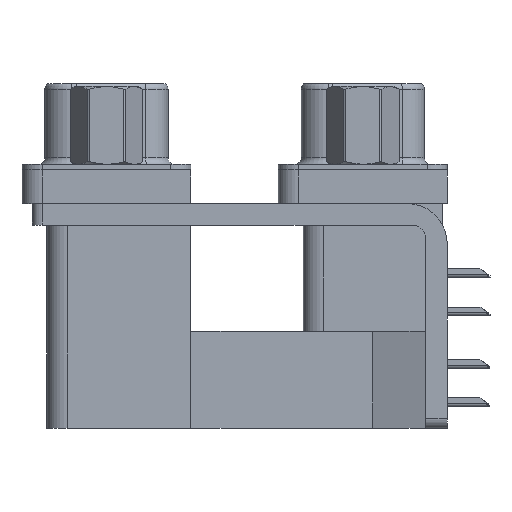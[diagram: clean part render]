
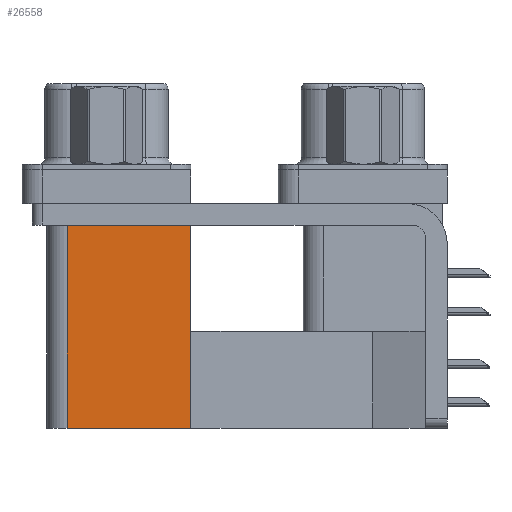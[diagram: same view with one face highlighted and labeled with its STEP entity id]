
A CAD part, left-side view. The second image highlights one B-rep face of the part: STEP entity #26558.
In plain terms, the highlighted planar face has unit normal (-1, 0, 0).
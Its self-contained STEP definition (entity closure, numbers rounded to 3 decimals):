
#462 = VERTEX_POINT ( 'NONE', #28663 ) ;
#1267 = CARTESIAN_POINT ( 'NONE',  ( 3.79, 12.775, -19.2 ) ) ;
#1301 = DIRECTION ( 'NONE',  ( 0., 1., 0. ) ) ;
#3013 = LINE ( 'NONE', #21862, #25770 ) ;
#3429 = LINE ( 'NONE', #1267, #29251 ) ;
#5785 = VERTEX_POINT ( 'NONE', #18719 ) ;
#5863 = EDGE_CURVE ( 'NONE', #15080, #462, #23976, .T. ) ;
#7904 = DIRECTION ( 'NONE',  ( 0., 0., 1. ) ) ;
#8055 = CARTESIAN_POINT ( 'NONE',  ( 3.79, 21.975, -19.2 ) ) ;
#8058 = CARTESIAN_POINT ( 'NONE',  ( 3.79, 12.775, -2.5 ) ) ;
#8903 = DIRECTION ( 'NONE',  ( 1., 0., 0. ) ) ;
#9317 = CARTESIAN_POINT ( 'NONE',  ( 3.79, 12.775, -2.5 ) ) ;
#11626 = LINE ( 'NONE', #9317, #26162 ) ;
#11777 = CARTESIAN_POINT ( 'NONE',  ( 3.79, 21.975, -19.2 ) ) ;
#12384 = AXIS2_PLACEMENT_3D ( 'NONE', #20787, #8903, #29786 ) ;
#12631 = ORIENTED_EDGE ( 'NONE', *, *, #5863, .F. ) ;
#13370 = PLANE ( 'NONE',  #12384 ) ;
#15080 = VERTEX_POINT ( 'NONE', #11777 ) ;
#15227 = VERTEX_POINT ( 'NONE', #8058 ) ;
#18548 = ORIENTED_EDGE ( 'NONE', *, *, #25471, .T. ) ;
#18719 = CARTESIAN_POINT ( 'NONE',  ( 3.79, 12.775, -19.2 ) ) ;
#20787 = CARTESIAN_POINT ( 'NONE',  ( 3.79, 12.775, -19.2 ) ) ;
#21472 = VECTOR ( 'NONE', #7904, 1000. ) ;
#21862 = CARTESIAN_POINT ( 'NONE',  ( 3.79, 12.775, -19.2 ) ) ;
#22419 = ORIENTED_EDGE ( 'NONE', *, *, #28410, .T. ) ;
#23701 = EDGE_LOOP ( 'NONE', ( #18548, #12631, #28156, #22419 ) ) ;
#23976 = LINE ( 'NONE', #8055, #21472 ) ;
#25471 = EDGE_CURVE ( 'NONE', #15227, #462, #11626, .T. ) ;
#25770 = VECTOR ( 'NONE', #1301, 1000. ) ;
#25849 = DIRECTION ( 'NONE',  ( 0., 1., 0. ) ) ;
#26162 = VECTOR ( 'NONE', #25849, 1000. ) ;
#26558 = ADVANCED_FACE ( 'NONE', ( #30093 ), #13370, .F. ) ;
#26615 = DIRECTION ( 'NONE',  ( 0., 0., 1. ) ) ;
#28061 = EDGE_CURVE ( 'NONE', #5785, #15080, #3013, .T. ) ;
#28156 = ORIENTED_EDGE ( 'NONE', *, *, #28061, .F. ) ;
#28410 = EDGE_CURVE ( 'NONE', #5785, #15227, #3429, .T. ) ;
#28663 = CARTESIAN_POINT ( 'NONE',  ( 3.79, 21.975, -2.5 ) ) ;
#29251 = VECTOR ( 'NONE', #26615, 1000. ) ;
#29786 = DIRECTION ( 'NONE',  ( 0., 0., -1. ) ) ;
#30093 = FACE_OUTER_BOUND ( 'NONE', #23701, .T. ) ;
